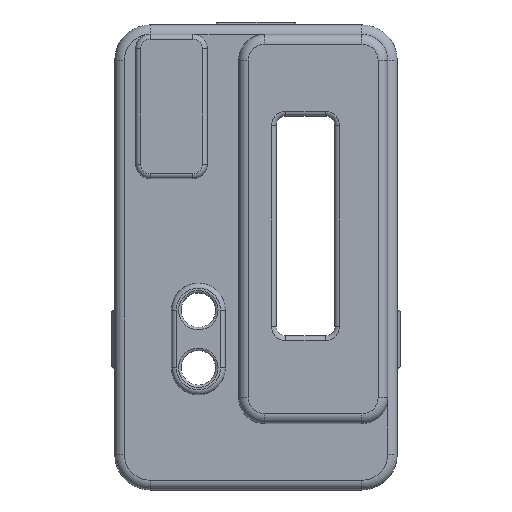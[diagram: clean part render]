
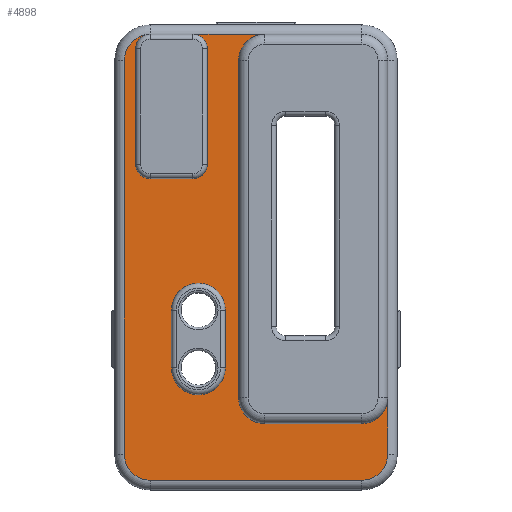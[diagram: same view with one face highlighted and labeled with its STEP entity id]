
A CAD part, top view. The second image highlights one B-rep face of the part: STEP entity #4898.
In plain terms, the highlighted planar face has unit normal (0, 0, 1).
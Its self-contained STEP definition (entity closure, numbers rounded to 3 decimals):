
#109=FACE_BOUND('',#1615,.T.);
#176=PLANE('',#5395);
#499=LINE('',#8543,#871);
#500=LINE('',#8547,#872);
#501=LINE('',#8551,#873);
#502=LINE('',#8555,#874);
#503=LINE('',#8559,#875);
#504=LINE('',#8563,#876);
#505=LINE('',#8567,#877);
#506=LINE('',#8573,#878);
#507=LINE('',#8576,#879);
#508=LINE('',#8579,#880);
#509=LINE('',#8583,#881);
#871=VECTOR('',#6593,10.);
#872=VECTOR('',#6596,10.);
#873=VECTOR('',#6599,10.);
#874=VECTOR('',#6602,10.);
#875=VECTOR('',#6605,10.);
#876=VECTOR('',#6608,10.);
#877=VECTOR('',#6611,10.);
#878=VECTOR('',#6616,10.);
#879=VECTOR('',#6619,10.);
#880=VECTOR('',#6620,10.);
#881=VECTOR('',#6623,10.);
#1302=FACE_OUTER_BOUND('',#1614,.T.);
#1614=EDGE_LOOP('',(#4059,#4060,#4061,#4062,#4063,#4064,#4065,#4066,#4067,
#4068,#4069,#4070,#4071,#4072,#4073,#4074,#4075,#4076,#4077));
#1615=EDGE_LOOP('',(#4078,#4079,#4080,#4081));
#1919=CIRCLE('',#5396,2.7);
#1920=CIRCLE('',#5397,2.7);
#1921=CIRCLE('',#5398,2.7);
#1922=CIRCLE('',#5399,2.7);
#1923=CIRCLE('',#5400,1.5);
#1924=CIRCLE('',#5401,1.5);
#1925=CIRCLE('',#5402,1.5);
#1926=CIRCLE('',#5403,1.5);
#1927=CIRCLE('',#5404,2.7);
#1928=CIRCLE('',#5405,2.7);
#1929=CIRCLE('',#5406,2.8);
#1930=CIRCLE('',#5407,2.8);
#2335=VERTEX_POINT('',#8539);
#2336=VERTEX_POINT('',#8540);
#2337=VERTEX_POINT('',#8542);
#2338=VERTEX_POINT('',#8544);
#2339=VERTEX_POINT('',#8546);
#2340=VERTEX_POINT('',#8548);
#2341=VERTEX_POINT('',#8550);
#2342=VERTEX_POINT('',#8552);
#2343=VERTEX_POINT('',#8554);
#2344=VERTEX_POINT('',#8556);
#2345=VERTEX_POINT('',#8558);
#2346=VERTEX_POINT('',#8560);
#2347=VERTEX_POINT('',#8562);
#2348=VERTEX_POINT('',#8564);
#2349=VERTEX_POINT('',#8566);
#2350=VERTEX_POINT('',#8568);
#2351=VERTEX_POINT('',#8570);
#2352=VERTEX_POINT('',#8572);
#2353=VERTEX_POINT('',#8574);
#2354=VERTEX_POINT('',#8577);
#2355=VERTEX_POINT('',#8578);
#2356=VERTEX_POINT('',#8580);
#2357=VERTEX_POINT('',#8582);
#2945=EDGE_CURVE('',#2335,#2336,#1919,.T.);
#2946=EDGE_CURVE('',#2337,#2335,#499,.T.);
#2947=EDGE_CURVE('',#2337,#2338,#1920,.T.);
#2948=EDGE_CURVE('',#2338,#2339,#500,.T.);
#2949=EDGE_CURVE('',#2339,#2340,#1921,.T.);
#2950=EDGE_CURVE('',#2340,#2341,#501,.T.);
#2951=EDGE_CURVE('',#2341,#2342,#1922,.T.);
#2952=EDGE_CURVE('',#2343,#2342,#502,.T.);
#2953=EDGE_CURVE('',#2343,#2344,#1923,.T.);
#2954=EDGE_CURVE('',#2344,#2345,#503,.T.);
#2955=EDGE_CURVE('',#2345,#2346,#1924,.T.);
#2956=EDGE_CURVE('',#2346,#2347,#504,.T.);
#2957=EDGE_CURVE('',#2347,#2348,#1925,.T.);
#2958=EDGE_CURVE('',#2348,#2349,#505,.T.);
#2959=EDGE_CURVE('',#2349,#2350,#1926,.T.);
#2960=EDGE_CURVE('',#2351,#2350,#1927,.T.);
#2961=EDGE_CURVE('',#2352,#2351,#506,.T.);
#2962=EDGE_CURVE('',#2353,#2352,#1928,.T.);
#2963=EDGE_CURVE('',#2336,#2353,#507,.T.);
#2964=EDGE_CURVE('',#2354,#2355,#508,.T.);
#2965=EDGE_CURVE('',#2355,#2356,#1929,.T.);
#2966=EDGE_CURVE('',#2356,#2357,#509,.T.);
#2967=EDGE_CURVE('',#2357,#2354,#1930,.T.);
#4059=ORIENTED_EDGE('',*,*,#2945,.F.);
#4060=ORIENTED_EDGE('',*,*,#2946,.F.);
#4061=ORIENTED_EDGE('',*,*,#2947,.T.);
#4062=ORIENTED_EDGE('',*,*,#2948,.T.);
#4063=ORIENTED_EDGE('',*,*,#2949,.T.);
#4064=ORIENTED_EDGE('',*,*,#2950,.T.);
#4065=ORIENTED_EDGE('',*,*,#2951,.T.);
#4066=ORIENTED_EDGE('',*,*,#2952,.F.);
#4067=ORIENTED_EDGE('',*,*,#2953,.T.);
#4068=ORIENTED_EDGE('',*,*,#2954,.T.);
#4069=ORIENTED_EDGE('',*,*,#2955,.T.);
#4070=ORIENTED_EDGE('',*,*,#2956,.T.);
#4071=ORIENTED_EDGE('',*,*,#2957,.T.);
#4072=ORIENTED_EDGE('',*,*,#2958,.T.);
#4073=ORIENTED_EDGE('',*,*,#2959,.T.);
#4074=ORIENTED_EDGE('',*,*,#2960,.F.);
#4075=ORIENTED_EDGE('',*,*,#2961,.F.);
#4076=ORIENTED_EDGE('',*,*,#2962,.F.);
#4077=ORIENTED_EDGE('',*,*,#2963,.F.);
#4078=ORIENTED_EDGE('',*,*,#2964,.T.);
#4079=ORIENTED_EDGE('',*,*,#2965,.T.);
#4080=ORIENTED_EDGE('',*,*,#2966,.T.);
#4081=ORIENTED_EDGE('',*,*,#2967,.T.);
#4898=ADVANCED_FACE('',(#1302,#109),#176,.T.);
#5395=AXIS2_PLACEMENT_3D('',#8538,#6589,#6590);
#5396=AXIS2_PLACEMENT_3D('',#8541,#6591,#6592);
#5397=AXIS2_PLACEMENT_3D('',#8545,#6594,#6595);
#5398=AXIS2_PLACEMENT_3D('',#8549,#6597,#6598);
#5399=AXIS2_PLACEMENT_3D('',#8553,#6600,#6601);
#5400=AXIS2_PLACEMENT_3D('',#8557,#6603,#6604);
#5401=AXIS2_PLACEMENT_3D('',#8561,#6606,#6607);
#5402=AXIS2_PLACEMENT_3D('',#8565,#6609,#6610);
#5403=AXIS2_PLACEMENT_3D('',#8569,#6612,#6613);
#5404=AXIS2_PLACEMENT_3D('',#8571,#6614,#6615);
#5405=AXIS2_PLACEMENT_3D('',#8575,#6617,#6618);
#5406=AXIS2_PLACEMENT_3D('',#8581,#6621,#6622);
#5407=AXIS2_PLACEMENT_3D('',#8584,#6624,#6625);
#6589=DIRECTION('center_axis',(0.,0.,1.));
#6590=DIRECTION('ref_axis',(1.,0.,0.));
#6591=DIRECTION('center_axis',(0.,0.,-1.));
#6592=DIRECTION('ref_axis',(0.707,-0.707,0.));
#6593=DIRECTION('',(0.,-1.,0.));
#6594=DIRECTION('center_axis',(0.,0.,-1.));
#6595=DIRECTION('ref_axis',(0.,-1.,0.));
#6596=DIRECTION('',(-1.,0.,0.));
#6597=DIRECTION('center_axis',(0.,0.,-1.));
#6598=DIRECTION('ref_axis',(-1.,0.,0.));
#6599=DIRECTION('',(0.,1.,0.));
#6600=DIRECTION('center_axis',(0.,0.,-1.));
#6601=DIRECTION('ref_axis',(0.,1.,0.));
#6602=DIRECTION('',(1.,0.,0.));
#6603=DIRECTION('center_axis',(0.,0.,-1.));
#6604=DIRECTION('ref_axis',(-1.,0.,0.));
#6605=DIRECTION('',(0.,-1.,0.));
#6606=DIRECTION('center_axis',(0.,0.,-1.));
#6607=DIRECTION('ref_axis',(0.,1.,0.));
#6608=DIRECTION('',(-1.,0.,0.));
#6609=DIRECTION('center_axis',(0.,0.,-1.));
#6610=DIRECTION('ref_axis',(1.,0.,0.));
#6611=DIRECTION('',(0.,1.,0.));
#6612=DIRECTION('center_axis',(0.,0.,-1.));
#6613=DIRECTION('ref_axis',(0.,-1.,0.));
#6614=DIRECTION('center_axis',(0.,0.,-1.));
#6615=DIRECTION('ref_axis',(-0.707,0.707,0.));
#6616=DIRECTION('',(0.,1.,0.));
#6617=DIRECTION('center_axis',(0.,0.,-1.));
#6618=DIRECTION('ref_axis',(-0.707,-0.707,0.));
#6619=DIRECTION('',(-1.,0.,0.));
#6620=DIRECTION('',(0.,1.,0.));
#6621=DIRECTION('center_axis',(0.,0.,-1.));
#6622=DIRECTION('ref_axis',(-1.,0.,0.));
#6623=DIRECTION('',(0.,-1.,0.));
#6624=DIRECTION('center_axis',(0.,0.,-1.));
#6625=DIRECTION('ref_axis',(-1.,0.,0.));
#8538=CARTESIAN_POINT('Origin',(-12.257,-21.462,7.));
#8539=CARTESIAN_POINT('',(1.443,-41.962,7.));
#8540=CARTESIAN_POINT('',(-1.257,-44.662,7.));
#8541=CARTESIAN_POINT('Origin',(-1.257,-41.962,7.));
#8542=CARTESIAN_POINT('',(1.443,-36.062,7.));
#8543=CARTESIAN_POINT('',(1.443,-31.712,7.));
#8544=CARTESIAN_POINT('',(-1.257,-38.762,7.));
#8545=CARTESIAN_POINT('Origin',(-1.257,-36.062,7.));
#8546=CARTESIAN_POINT('',(-11.357,-38.762,7.));
#8547=CARTESIAN_POINT('',(-11.807,-38.762,7.));
#8548=CARTESIAN_POINT('',(-14.057,-36.062,7.));
#8549=CARTESIAN_POINT('Origin',(-11.357,-36.062,7.));
#8550=CARTESIAN_POINT('',(-14.057,-0.962,7.));
#8551=CARTESIAN_POINT('',(-14.057,-11.212,7.));
#8552=CARTESIAN_POINT('',(-11.357,1.738,7.));
#8553=CARTESIAN_POINT('Origin',(-11.357,-0.962,7.));
#8554=CARTESIAN_POINT('',(-18.832,1.738,7.));
#8555=CARTESIAN_POINT('',(-6.757,1.738,7.));
#8556=CARTESIAN_POINT('',(-17.332,0.238,7.));
#8557=CARTESIAN_POINT('Origin',(-18.832,0.238,7.));
#8558=CARTESIAN_POINT('',(-17.332,-11.762,7.));
#8559=CARTESIAN_POINT('',(-17.332,-16.612,7.));
#8560=CARTESIAN_POINT('',(-18.832,-13.262,7.));
#8561=CARTESIAN_POINT('Origin',(-18.832,-11.762,7.));
#8562=CARTESIAN_POINT('',(-23.282,-13.262,7.));
#8563=CARTESIAN_POINT('',(-17.769,-13.262,7.));
#8564=CARTESIAN_POINT('',(-24.782,-11.762,7.));
#8565=CARTESIAN_POINT('Origin',(-23.282,-11.762,7.));
#8566=CARTESIAN_POINT('',(-24.782,0.238,7.));
#8567=CARTESIAN_POINT('',(-24.782,-10.612,7.));
#8568=CARTESIAN_POINT('',(-23.355,1.736,7.));
#8569=CARTESIAN_POINT('Origin',(-23.282,0.238,7.));
#8570=CARTESIAN_POINT('',(-25.957,-0.962,7.));
#8571=CARTESIAN_POINT('Origin',(-23.257,-0.962,7.));
#8572=CARTESIAN_POINT('',(-25.957,-41.962,7.));
#8573=CARTESIAN_POINT('',(-25.957,-11.212,7.));
#8574=CARTESIAN_POINT('',(-23.257,-44.662,7.));
#8575=CARTESIAN_POINT('Origin',(-23.257,-41.962,7.));
#8576=CARTESIAN_POINT('',(-17.757,-44.662,7.));
#8577=CARTESIAN_POINT('',(-21.057,-32.962,7.));
#8578=CARTESIAN_POINT('',(-21.057,-26.962,7.));
#8579=CARTESIAN_POINT('',(-21.057,-27.212,7.));
#8580=CARTESIAN_POINT('',(-15.457,-26.962,7.));
#8581=CARTESIAN_POINT('Origin',(-18.257,-26.962,7.));
#8582=CARTESIAN_POINT('',(-15.457,-32.962,7.));
#8583=CARTESIAN_POINT('',(-15.457,-24.212,7.));
#8584=CARTESIAN_POINT('Origin',(-18.257,-32.962,7.));
